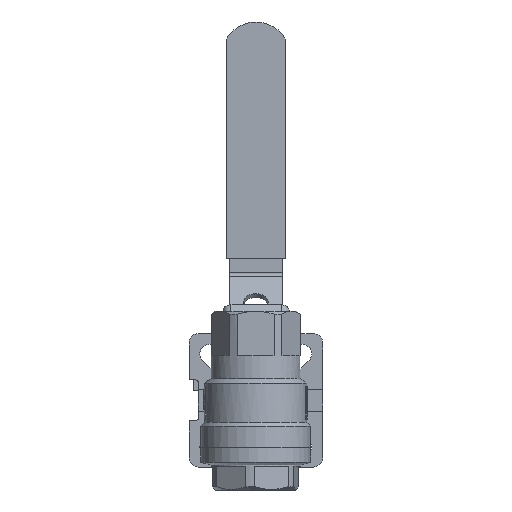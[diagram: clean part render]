
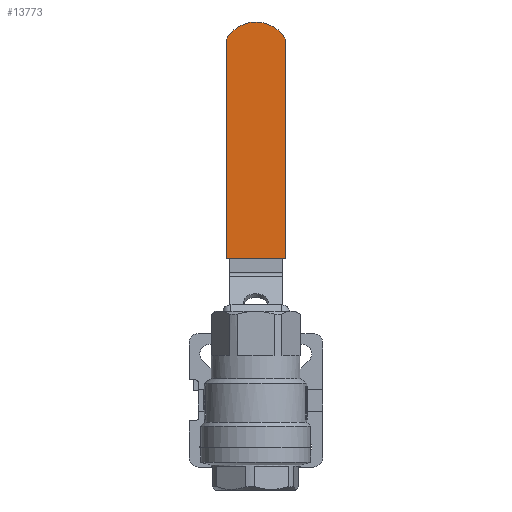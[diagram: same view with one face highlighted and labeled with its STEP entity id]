
A CAD part, left-side view. The second image highlights one B-rep face of the part: STEP entity #13773.
In plain terms, the highlighted face is planar.
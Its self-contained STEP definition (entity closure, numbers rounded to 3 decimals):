
#2073=LINE('',#42857,#3186);
#2074=LINE('',#42860,#3187);
#2075=LINE('',#42864,#3188);
#3186=VECTOR('',#17859,1000.);
#3187=VECTOR('',#17860,1000.);
#3188=VECTOR('',#17863,1000.);
#6953=ORIENTED_EDGE('',*,*,#9074,.F.);
#6954=ORIENTED_EDGE('',*,*,#9075,.F.);
#6955=ORIENTED_EDGE('',*,*,#9076,.F.);
#6956=ORIENTED_EDGE('',*,*,#9077,.F.);
#9074=EDGE_CURVE('',#10420,#10421,#2073,.T.);
#9075=EDGE_CURVE('',#10422,#10420,#2074,.T.);
#9076=EDGE_CURVE('',#10423,#10422,#10747,.T.);
#9077=EDGE_CURVE('',#10421,#10423,#2075,.T.);
#10420=VERTEX_POINT('',#42858);
#10421=VERTEX_POINT('',#42859);
#10422=VERTEX_POINT('',#42861);
#10423=VERTEX_POINT('',#42863);
#10747=CIRCLE('',#14854,11.);
#11641=EDGE_LOOP('',(#6953,#6954,#6955,#6956));
#12561=FACE_BOUND('',#11641,.T.);
#13008=PLANE('',#14853);
#13773=ADVANCED_FACE('',(#12561),#13008,.T.);
#14853=AXIS2_PLACEMENT_3D('',#42856,#17857,#17858);
#14854=AXIS2_PLACEMENT_3D('',#42862,#17861,#17862);
#17857=DIRECTION('',(0.,0.,-1.));
#17858=DIRECTION('',(-1.,0.,0.));
#17859=DIRECTION('',(0.,-1.,0.));
#17860=DIRECTION('',(-1.,0.,0.));
#17861=DIRECTION('',(0.,0.,1.));
#17862=DIRECTION('',(-1.,0.,0.));
#17863=DIRECTION('',(1.,0.,0.));
#42856=CARTESIAN_POINT('',(64.02,-19.527,0.));
#42857=CARTESIAN_POINT('',(-0.434,-10.027,0.));
#42858=CARTESIAN_POINT('',(-0.434,-10.027,0.));
#42859=CARTESIAN_POINT('',(-0.434,-29.027,0.));
#42860=CARTESIAN_POINT('',(-0.434,-10.027,0.));
#42861=CARTESIAN_POINT('',(69.566,-10.027,0.));
#42862=CARTESIAN_POINT('',(64.02,-19.527,0.));
#42863=CARTESIAN_POINT('',(69.566,-29.027,0.));
#42864=CARTESIAN_POINT('',(-0.434,-29.027,0.));
